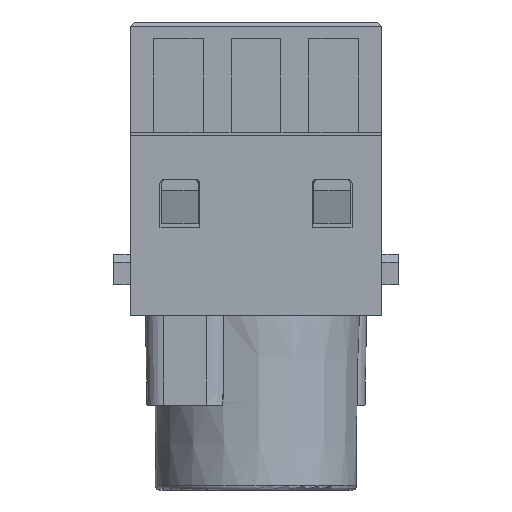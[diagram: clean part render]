
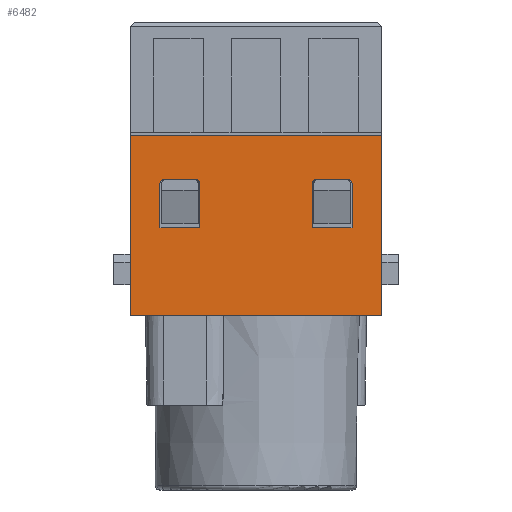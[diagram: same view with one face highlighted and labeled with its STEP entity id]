
A CAD part, left-side view. The second image highlights one B-rep face of the part: STEP entity #6482.
In plain terms, the highlighted planar face has unit normal (-1, 0, 0).
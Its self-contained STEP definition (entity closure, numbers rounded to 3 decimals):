
#5539=FACE_BOUND('',#8295,.T.);
#5540=FACE_BOUND('',#8296,.T.);
#5541=FACE_BOUND('',#8297,.T.);
#6482=ADVANCED_FACE('',(#5539,#5540,#5541),#6834,.F.);
#6834=PLANE('',#18730);
#8295=EDGE_LOOP('',(#14117,#14118,#14119,#14120,#14121,#14122));
#8296=EDGE_LOOP('',(#14123,#14124,#14125,#14126,#14127,#14128));
#8297=EDGE_LOOP('',(#14129,#14130,#14131,#14132));
#8661=CIRCLE('',#18726,0.5);
#8662=CIRCLE('',#18727,0.5);
#8663=CIRCLE('',#18728,0.5);
#8664=CIRCLE('',#18729,0.5);
#9454=LINE('',#26287,#10534);
#9541=LINE('',#26478,#10621);
#9543=LINE('',#26482,#10623);
#9548=LINE('',#26491,#10628);
#9552=LINE('',#26499,#10632);
#9554=LINE('',#26503,#10634);
#9577=LINE('',#26548,#10657);
#9581=LINE('',#26555,#10661);
#9609=LINE('',#26640,#10689);
#9611=LINE('',#26644,#10691);
#9614=LINE('',#26650,#10694);
#9713=LINE('',#26975,#10793);
#10534=VECTOR('',#21266,1.);
#10621=VECTOR('',#21397,1.);
#10623=VECTOR('',#21401,1.);
#10628=VECTOR('',#21410,1.);
#10632=VECTOR('',#21416,1.);
#10634=VECTOR('',#21420,1.);
#10657=VECTOR('',#21447,1.);
#10661=VECTOR('',#21453,1.);
#10689=VECTOR('',#21507,1.);
#10691=VECTOR('',#21511,1.);
#10694=VECTOR('',#21516,1.);
#10793=VECTOR('',#21775,1.);
#14117=ORIENTED_EDGE('',*,*,#17063,.T.);
#14118=ORIENTED_EDGE('',*,*,#17298,.T.);
#14119=ORIENTED_EDGE('',*,*,#17149,.T.);
#14120=ORIENTED_EDGE('',*,*,#17299,.T.);
#14121=ORIENTED_EDGE('',*,*,#17065,.T.);
#14122=ORIENTED_EDGE('',*,*,#17103,.T.);
#14123=ORIENTED_EDGE('',*,*,#17146,.F.);
#14124=ORIENTED_EDGE('',*,*,#17300,.T.);
#14125=ORIENTED_EDGE('',*,*,#17070,.F.);
#14126=ORIENTED_EDGE('',*,*,#17074,.F.);
#14127=ORIENTED_EDGE('',*,*,#17076,.F.);
#14128=ORIENTED_EDGE('',*,*,#17301,.T.);
#14129=ORIENTED_EDGE('',*,*,#17281,.T.);
#14130=ORIENTED_EDGE('',*,*,#17099,.F.);
#14131=ORIENTED_EDGE('',*,*,#16966,.F.);
#14132=ORIENTED_EDGE('',*,*,#17144,.T.);
#15318=VERTEX_POINT('',#26286);
#15319=VERTEX_POINT('',#26288);
#15400=VERTEX_POINT('',#26477);
#15401=VERTEX_POINT('',#26479);
#15402=VERTEX_POINT('',#26483);
#15403=VERTEX_POINT('',#26484);
#15404=VERTEX_POINT('',#26492);
#15405=VERTEX_POINT('',#26493);
#15406=VERTEX_POINT('',#26498);
#15407=VERTEX_POINT('',#26502);
#15428=VERTEX_POINT('',#26549);
#15457=VERTEX_POINT('',#26639);
#15458=VERTEX_POINT('',#26643);
#15459=VERTEX_POINT('',#26645);
#15460=VERTEX_POINT('',#26649);
#15461=VERTEX_POINT('',#26651);
#16966=EDGE_CURVE('',#15318,#15319,#9454,.T.);
#17063=EDGE_CURVE('',#15401,#15400,#9541,.T.);
#17065=EDGE_CURVE('',#15402,#15403,#9543,.T.);
#17070=EDGE_CURVE('',#15404,#15405,#9548,.T.);
#17074=EDGE_CURVE('',#15406,#15404,#9552,.T.);
#17076=EDGE_CURVE('',#15407,#15406,#9554,.T.);
#17099=EDGE_CURVE('',#15319,#15428,#9577,.T.);
#17103=EDGE_CURVE('',#15403,#15401,#9581,.T.);
#17144=EDGE_CURVE('',#15318,#15457,#9609,.T.);
#17146=EDGE_CURVE('',#15458,#15459,#9611,.T.);
#17149=EDGE_CURVE('',#15461,#15460,#9614,.T.);
#17281=EDGE_CURVE('',#15457,#15428,#9713,.T.);
#17298=EDGE_CURVE('',#15400,#15461,#8661,.T.);
#17299=EDGE_CURVE('',#15460,#15402,#8662,.T.);
#17300=EDGE_CURVE('',#15458,#15405,#8663,.T.);
#17301=EDGE_CURVE('',#15407,#15459,#8664,.T.);
#18726=AXIS2_PLACEMENT_3D('',#27007,#21810,#21811);
#18727=AXIS2_PLACEMENT_3D('',#27008,#21812,#21813);
#18728=AXIS2_PLACEMENT_3D('',#27009,#21814,#21815);
#18729=AXIS2_PLACEMENT_3D('',#27010,#21816,#21817);
#18730=AXIS2_PLACEMENT_3D('',#27011,#21818,#21819);
#21266=DIRECTION('',(0.,-1.,0.));
#21397=DIRECTION('',(0.,0.,1.));
#21401=DIRECTION('',(0.,0.,-1.));
#21410=DIRECTION('',(0.,0.,1.));
#21416=DIRECTION('',(0.,-1.,0.));
#21420=DIRECTION('',(0.,0.,-1.));
#21447=DIRECTION('',(0.,0.,-1.));
#21453=DIRECTION('',(0.,1.,0.));
#21507=DIRECTION('',(0.,0.,-1.));
#21511=DIRECTION('',(0.,1.,0.));
#21516=DIRECTION('',(0.,-1.,0.));
#21775=DIRECTION('',(0.,-1.,0.));
#21810=DIRECTION('',(1.,0.,0.));
#21811=DIRECTION('',(0.,1.,0.));
#21812=DIRECTION('',(1.,0.,0.));
#21813=DIRECTION('',(0.,1.,0.));
#21814=DIRECTION('',(1.,0.,0.));
#21815=DIRECTION('',(0.,1.,0.));
#21816=DIRECTION('',(1.,0.,0.));
#21817=DIRECTION('',(0.,1.,0.));
#21818=DIRECTION('',(1.,0.,0.));
#21819=DIRECTION('',(0.,1.,0.));
#26286=CARTESIAN_POINT('',(4.804,39.353,113.813));
#26287=CARTESIAN_POINT('',(4.804,24.203,113.813));
#26288=CARTESIAN_POINT('',(4.804,9.053,113.813));
#26477=CARTESIAN_POINT('',(4.804,17.453,107.964));
#26478=CARTESIAN_POINT('',(4.804,17.453,102.663));
#26479=CARTESIAN_POINT('',(4.804,17.453,102.663));
#26482=CARTESIAN_POINT('',(4.804,12.653,108.663));
#26483=CARTESIAN_POINT('',(4.804,12.653,107.964));
#26484=CARTESIAN_POINT('',(4.804,12.653,102.663));
#26491=CARTESIAN_POINT('',(4.804,30.953,102.663));
#26492=CARTESIAN_POINT('',(4.804,30.953,102.663));
#26493=CARTESIAN_POINT('',(4.804,30.953,107.964));
#26498=CARTESIAN_POINT('',(4.804,35.753,102.663));
#26499=CARTESIAN_POINT('',(4.804,35.853,102.663));
#26502=CARTESIAN_POINT('',(4.804,35.753,107.964));
#26503=CARTESIAN_POINT('',(4.804,35.753,108.663));
#26548=CARTESIAN_POINT('',(4.804,9.053,113.813));
#26549=CARTESIAN_POINT('',(4.804,9.053,92.113));
#26555=CARTESIAN_POINT('',(4.804,12.553,102.663));
#26639=CARTESIAN_POINT('',(4.804,39.353,92.113));
#26640=CARTESIAN_POINT('',(4.804,39.353,113.813));
#26643=CARTESIAN_POINT('',(4.804,31.453,108.464));
#26644=CARTESIAN_POINT('',(4.804,35.353,108.464));
#26645=CARTESIAN_POINT('',(4.804,35.253,108.464));
#26649=CARTESIAN_POINT('',(4.804,13.153,108.464));
#26650=CARTESIAN_POINT('',(4.804,40.353,108.464));
#26651=CARTESIAN_POINT('',(4.804,16.953,108.464));
#26975=CARTESIAN_POINT('',(4.804,39.353,92.113));
#27007=CARTESIAN_POINT('',(4.804,16.953,107.964));
#27008=CARTESIAN_POINT('',(4.804,13.153,107.964));
#27009=CARTESIAN_POINT('',(4.804,31.453,107.964));
#27010=CARTESIAN_POINT('',(4.804,35.253,107.964));
#27011=CARTESIAN_POINT('',(4.804,39.353,113.813));
